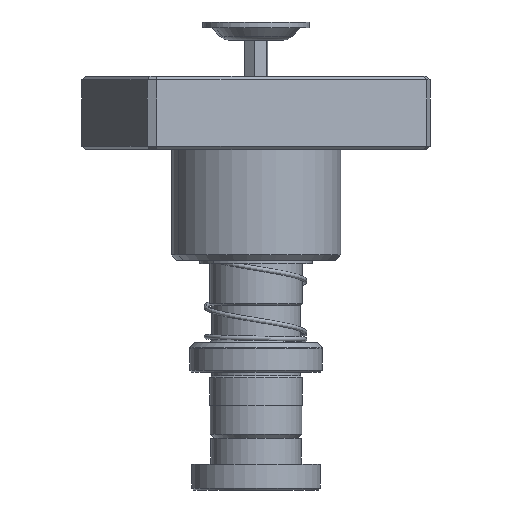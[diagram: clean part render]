
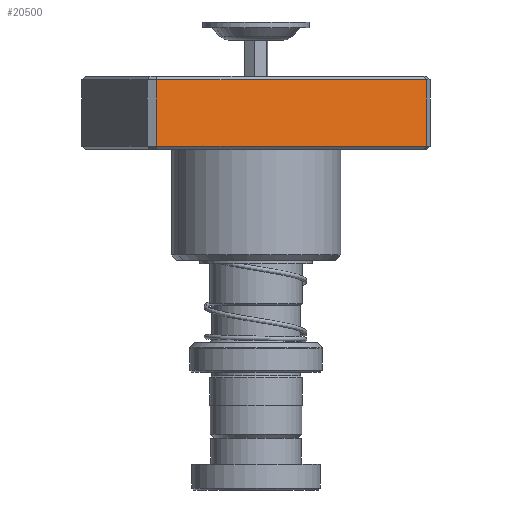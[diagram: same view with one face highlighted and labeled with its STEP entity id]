
A CAD part, front view. The second image highlights one B-rep face of the part: STEP entity #20500.
In plain terms, the highlighted face is planar.
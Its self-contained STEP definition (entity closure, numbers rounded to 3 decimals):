
#2069 = CARTESIAN_POINT ( 'NONE',  ( -40., -24., 1. ) ) ;
#3567 = DIRECTION ( 'NONE',  ( 1., 0., 0. ) ) ;
#4650 = VERTEX_POINT ( 'NONE', #2069 ) ;
#5987 = EDGE_LOOP ( 'NONE', ( #17368, #29711, #40826, #27684 ) ) ;
#6345 = VERTEX_POINT ( 'NONE', #20675 ) ;
#7823 = VECTOR ( 'NONE', #25465, 1000. ) ;
#11754 = LINE ( 'NONE', #41267, #24888 ) ;
#15088 = CARTESIAN_POINT ( 'NONE',  ( 40., -24., 20. ) ) ;
#15777 = CARTESIAN_POINT ( 'NONE',  ( -40., -24., 19. ) ) ;
#15788 = DIRECTION ( 'NONE',  ( 0., 0., 1. ) ) ;
#15965 = VECTOR ( 'NONE', #40934, 1000. ) ;
#17368 = ORIENTED_EDGE ( 'NONE', *, *, #27740, .T. ) ;
#19885 = DIRECTION ( 'NONE',  ( 0., 0., -1. ) ) ;
#20100 = CARTESIAN_POINT ( 'NONE',  ( -40., -24., 19. ) ) ;
#20500 = ADVANCED_FACE ( 'NONE', ( #39470 ), #37003, .F. ) ;
#20675 = CARTESIAN_POINT ( 'NONE',  ( 40., -24., 19. ) ) ;
#22453 = VECTOR ( 'NONE', #3567, 1000. ) ;
#22852 = CARTESIAN_POINT ( 'NONE',  ( -40., -24., 20. ) ) ;
#24888 = VECTOR ( 'NONE', #19885, 1000. ) ;
#25449 = EDGE_CURVE ( 'NONE', #6345, #36302, #41068, .T. ) ;
#25465 = DIRECTION ( 'NONE',  ( 0., 0., -1. ) ) ;
#26905 = EDGE_CURVE ( 'NONE', #4650, #36302, #32578, .T. ) ;
#27684 = ORIENTED_EDGE ( 'NONE', *, *, #38147, .T. ) ;
#27740 = EDGE_CURVE ( 'NONE', #30072, #4650, #11754, .T. ) ;
#29711 = ORIENTED_EDGE ( 'NONE', *, *, #26905, .T. ) ;
#30072 = VERTEX_POINT ( 'NONE', #20100 ) ;
#32421 = AXIS2_PLACEMENT_3D ( 'NONE', #22852, #37317, #15788 ) ;
#32578 = LINE ( 'NONE', #43039, #22453 ) ;
#35800 = CARTESIAN_POINT ( 'NONE',  ( 40., -24., 1. ) ) ;
#36302 = VERTEX_POINT ( 'NONE', #35800 ) ;
#37003 = PLANE ( 'NONE',  #32421 ) ;
#37317 = DIRECTION ( 'NONE',  ( 0., 1., 0. ) ) ;
#38147 = EDGE_CURVE ( 'NONE', #6345, #30072, #40127, .T. ) ;
#39470 = FACE_OUTER_BOUND ( 'NONE', #5987, .T. ) ;
#40127 = LINE ( 'NONE', #15777, #15965 ) ;
#40826 = ORIENTED_EDGE ( 'NONE', *, *, #25449, .F. ) ;
#40934 = DIRECTION ( 'NONE',  ( -1., 0., 0. ) ) ;
#41068 = LINE ( 'NONE', #15088, #7823 ) ;
#41267 = CARTESIAN_POINT ( 'NONE',  ( -40., -24., 20. ) ) ;
#43039 = CARTESIAN_POINT ( 'NONE',  ( -40., -24., 1. ) ) ;
